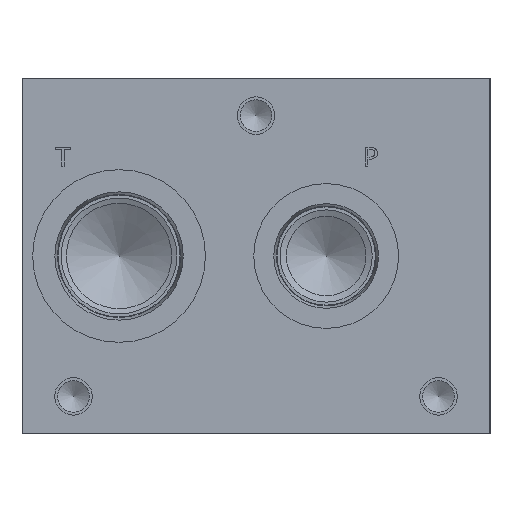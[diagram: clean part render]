
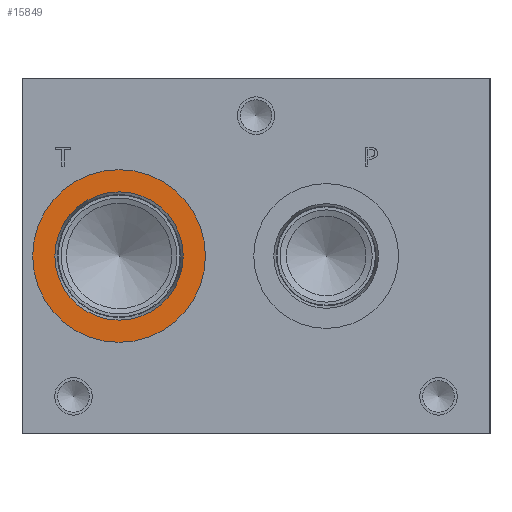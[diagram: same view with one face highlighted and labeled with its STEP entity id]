
A CAD part, left-side view. The second image highlights one B-rep face of the part: STEP entity #15849.
In plain terms, the highlighted planar face has unit normal (-1, 0, 0).
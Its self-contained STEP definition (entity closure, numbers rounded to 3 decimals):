
#360=CIRCLE('',#16649,29.286);
#361=CIRCLE('',#16650,29.286);
#362=CIRCLE('',#16652,21.755);
#363=CIRCLE('',#16653,21.755);
#854=FACE_BOUND('',#2908,.T.);
#1983=FACE_OUTER_BOUND('',#2907,.T.);
#2907=EDGE_LOOP('',(#12997,#12998));
#2908=EDGE_LOOP('',(#12999,#13000));
#7150=VERTEX_POINT('',#26417);
#7151=VERTEX_POINT('',#26419);
#7152=VERTEX_POINT('',#26423);
#7153=VERTEX_POINT('',#26424);
#9217=EDGE_CURVE('',#7150,#7151,#360,.T.);
#9218=EDGE_CURVE('',#7151,#7150,#361,.T.);
#9219=EDGE_CURVE('',#7152,#7153,#362,.T.);
#9220=EDGE_CURVE('',#7153,#7152,#363,.T.);
#12997=ORIENTED_EDGE('',*,*,#9218,.F.);
#12998=ORIENTED_EDGE('',*,*,#9217,.F.);
#12999=ORIENTED_EDGE('',*,*,#9219,.T.);
#13000=ORIENTED_EDGE('',*,*,#9220,.T.);
#14698=PLANE('',#16651);
#15849=ADVANCED_FACE('',(#1983,#854),#14698,.F.);
#16649=AXIS2_PLACEMENT_3D('',#26420,#19570,#19571);
#16650=AXIS2_PLACEMENT_3D('',#26421,#19572,#19573);
#16651=AXIS2_PLACEMENT_3D('',#26422,#19574,#19575);
#16652=AXIS2_PLACEMENT_3D('',#26425,#19576,#19577);
#16653=AXIS2_PLACEMENT_3D('',#26426,#19578,#19579);
#19570=DIRECTION('center_axis',(1.,0.,0.));
#19571=DIRECTION('ref_axis',(0.,0.,-1.));
#19572=DIRECTION('center_axis',(1.,0.,0.));
#19573=DIRECTION('ref_axis',(0.,0.,-1.));
#19574=DIRECTION('center_axis',(1.,0.,0.));
#19575=DIRECTION('ref_axis',(0.,0.,-1.));
#19576=DIRECTION('center_axis',(1.,0.,0.));
#19577=DIRECTION('ref_axis',(0.,0.,-1.));
#19578=DIRECTION('center_axis',(1.,0.,0.));
#19579=DIRECTION('ref_axis',(0.,0.,-1.));
#26417=CARTESIAN_POINT('',(0.787,125.832,31.039));
#26419=CARTESIAN_POINT('',(0.787,125.832,89.611));
#26420=CARTESIAN_POINT('Origin',(0.787,125.832,60.325));
#26421=CARTESIAN_POINT('Origin',(0.787,125.832,60.325));
#26422=CARTESIAN_POINT('Origin',(0.787,125.832,82.08));
#26423=CARTESIAN_POINT('',(0.787,125.832,82.08));
#26424=CARTESIAN_POINT('',(0.787,125.832,38.57));
#26425=CARTESIAN_POINT('Origin',(0.787,125.832,60.325));
#26426=CARTESIAN_POINT('Origin',(0.787,125.832,60.325));
